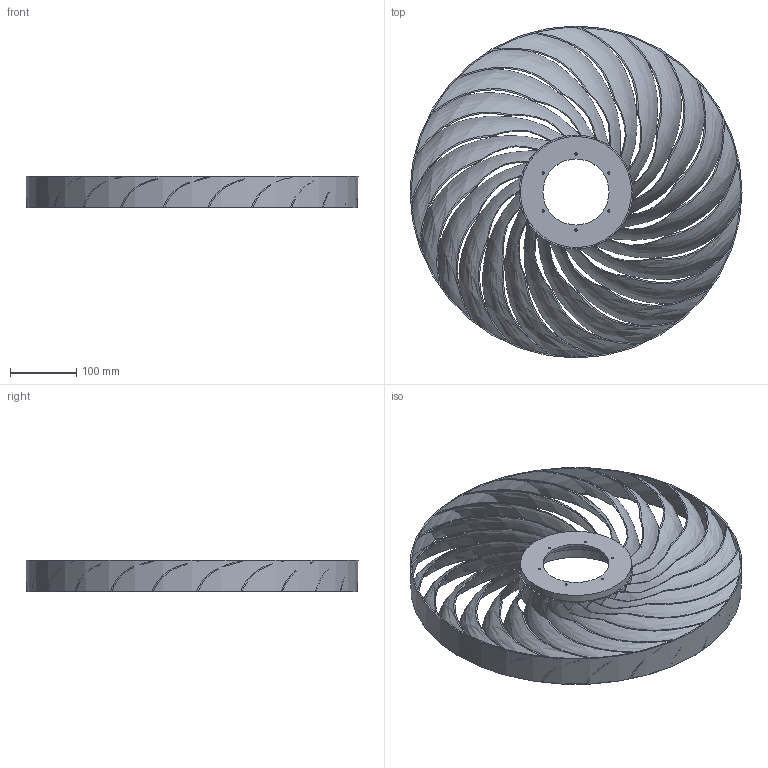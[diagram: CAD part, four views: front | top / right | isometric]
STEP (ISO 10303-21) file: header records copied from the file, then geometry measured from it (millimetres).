
FILE_DESCRIPTION(/* description */ (''),/* implementation_level */ '2;1');
FILE_NAME(/* name */ 'primary_moldable_try1.step',/* time_stamp */ '2025-11-18T20:51:22-05:00',/* author */ (''),/* organization */ (''),/* preprocessor_version */ 'ST-DEVELOPER v20.1',/* originating_system */ 'Autodesk Translation Framework v14.21.0.0',/* authorisation */ '');
FILE_SCHEMA (('AUTOMOTIVE_DESIGN { 1 0 10303 214 3 1 1 }'));
Length unit declared in the file: millimetre
Products named in the file (1): nov18_next_gen_bqf_formoldable
Bounding box: 502.65 x 502.65 x 47.36 mm (x, y, z)
Volume: 597742.2 mm3; surface area: 843221 mm2
Topology: 1 solids, 1 shells, 165 faces, 547 edges, 364 vertices
Faces by surface type: bspline 69, cylinder 56, cone 32, plane 8
Full cylindrical faces by diameter (mm): 3.2 x6, 100.2 x1
Entity records: 24170 total; most frequent: CARTESIAN_POINT 19706, ORIENTED_EDGE 1094, DIRECTION 708, EDGE_CURVE 547, VERTEX_POINT 364, AXIS2_PLACEMENT_3D 340, B_SPLINE_CURVE_WITH_KNOTS 276, CIRCLE 243
